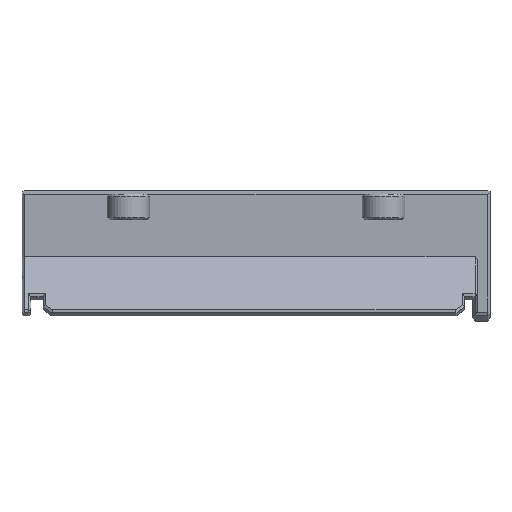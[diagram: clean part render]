
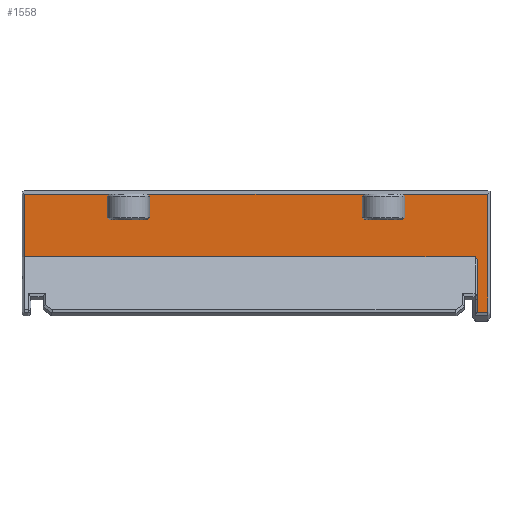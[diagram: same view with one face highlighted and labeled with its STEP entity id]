
A CAD part, top view. The second image highlights one B-rep face of the part: STEP entity #1558.
In plain terms, the highlighted planar face has unit normal (0, 0, 1).
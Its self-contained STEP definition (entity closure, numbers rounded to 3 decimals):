
#98=PLANE('',#1687);
#193=FACE_OUTER_BOUND('',#292,.T.);
#292=EDGE_LOOP('',(#1390,#1391,#1392,#1393,#1394,#1395,#1396,#1397,#1398,
#1399,#1400,#1401,#1402,#1403,#1404,#1405,#1406,#1407,#1408,#1409,#1410,
#1411,#1412,#1413));
#316=LINE('',#2171,#508);
#321=LINE('',#2190,#513);
#324=LINE('',#2200,#516);
#328=LINE('',#2210,#520);
#332=LINE('',#2217,#524);
#334=LINE('',#2224,#526);
#336=LINE('',#2227,#528);
#339=LINE('',#2232,#531);
#340=LINE('',#2235,#532);
#344=LINE('',#2245,#536);
#346=LINE('',#2249,#538);
#350=LINE('',#2259,#542);
#352=LINE('',#2262,#544);
#355=LINE('',#2267,#547);
#369=LINE('',#2299,#561);
#374=LINE('',#2308,#566);
#381=LINE('',#2320,#573);
#393=LINE('',#2343,#585);
#394=LINE('',#2344,#586);
#395=LINE('',#2345,#587);
#398=LINE('',#2352,#590);
#453=LINE('',#2466,#645);
#493=LINE('',#2538,#685);
#494=LINE('',#2539,#686);
#508=VECTOR('',#1747,10.);
#513=VECTOR('',#1766,10.);
#516=VECTOR('',#1777,10.);
#520=VECTOR('',#1787,10.);
#524=VECTOR('',#1793,10.);
#526=VECTOR('',#1801,10.);
#528=VECTOR('',#1805,10.);
#531=VECTOR('',#1812,10.);
#532=VECTOR('',#1815,10.);
#536=VECTOR('',#1825,10.);
#538=VECTOR('',#1829,10.);
#542=VECTOR('',#1839,10.);
#544=VECTOR('',#1843,10.);
#547=VECTOR('',#1850,10.);
#561=VECTOR('',#1874,10.);
#566=VECTOR('',#1883,10.);
#573=VECTOR('',#1894,10.);
#585=VECTOR('',#1914,10.);
#586=VECTOR('',#1915,10.);
#587=VECTOR('',#1916,10.);
#590=VECTOR('',#1923,10.);
#645=VECTOR('',#2016,10.);
#685=VECTOR('',#2100,10.);
#686=VECTOR('',#2101,10.);
#711=VERTEX_POINT('',#2130);
#713=VERTEX_POINT('',#2134);
#718=VERTEX_POINT('',#2149);
#720=VERTEX_POINT('',#2153);
#724=VERTEX_POINT('',#2167);
#726=VERTEX_POINT('',#2170);
#731=VERTEX_POINT('',#2186);
#733=VERTEX_POINT('',#2189);
#736=VERTEX_POINT('',#2199);
#739=VERTEX_POINT('',#2209);
#741=VERTEX_POINT('',#2215);
#743=VERTEX_POINT('',#2223);
#744=VERTEX_POINT('',#2234);
#747=VERTEX_POINT('',#2244);
#748=VERTEX_POINT('',#2248);
#751=VERTEX_POINT('',#2258);
#760=VERTEX_POINT('',#2289);
#764=VERTEX_POINT('',#2298);
#766=VERTEX_POINT('',#2306);
#767=VERTEX_POINT('',#2314);
#776=VERTEX_POINT('',#2341);
#778=VERTEX_POINT('',#2351);
#817=VERTEX_POINT('',#2464);
#818=VERTEX_POINT('',#2465);
#851=EDGE_CURVE('',#726,#724,#316,.T.);
#860=EDGE_CURVE('',#733,#731,#321,.T.);
#865=EDGE_CURVE('',#726,#736,#324,.F.);
#870=EDGE_CURVE('',#739,#724,#328,.F.);
#874=EDGE_CURVE('',#739,#741,#332,.T.);
#877=EDGE_CURVE('',#743,#736,#334,.T.);
#879=EDGE_CURVE('',#743,#720,#336,.F.);
#882=EDGE_CURVE('',#718,#741,#339,.F.);
#883=EDGE_CURVE('',#744,#713,#340,.F.);
#888=EDGE_CURVE('',#711,#747,#344,.F.);
#890=EDGE_CURVE('',#733,#748,#346,.F.);
#895=EDGE_CURVE('',#751,#731,#350,.F.);
#897=EDGE_CURVE('',#751,#747,#352,.T.);
#900=EDGE_CURVE('',#744,#748,#355,.T.);
#914=EDGE_CURVE('',#760,#764,#369,.T.);
#919=EDGE_CURVE('',#766,#760,#374,.T.);
#926=EDGE_CURVE('',#764,#767,#381,.T.);
#938=EDGE_CURVE('',#776,#718,#393,.T.);
#939=EDGE_CURVE('',#720,#711,#394,.T.);
#940=EDGE_CURVE('',#713,#766,#395,.T.);
#943=EDGE_CURVE('',#778,#776,#398,.T.);
#998=EDGE_CURVE('',#817,#818,#453,.F.);
#1038=EDGE_CURVE('',#778,#818,#493,.T.);
#1039=EDGE_CURVE('',#817,#767,#494,.T.);
#1390=ORIENTED_EDGE('',*,*,#919,.F.);
#1391=ORIENTED_EDGE('',*,*,#940,.F.);
#1392=ORIENTED_EDGE('',*,*,#883,.F.);
#1393=ORIENTED_EDGE('',*,*,#900,.T.);
#1394=ORIENTED_EDGE('',*,*,#890,.F.);
#1395=ORIENTED_EDGE('',*,*,#860,.T.);
#1396=ORIENTED_EDGE('',*,*,#895,.F.);
#1397=ORIENTED_EDGE('',*,*,#897,.T.);
#1398=ORIENTED_EDGE('',*,*,#888,.F.);
#1399=ORIENTED_EDGE('',*,*,#939,.F.);
#1400=ORIENTED_EDGE('',*,*,#879,.F.);
#1401=ORIENTED_EDGE('',*,*,#877,.T.);
#1402=ORIENTED_EDGE('',*,*,#865,.F.);
#1403=ORIENTED_EDGE('',*,*,#851,.T.);
#1404=ORIENTED_EDGE('',*,*,#870,.F.);
#1405=ORIENTED_EDGE('',*,*,#874,.T.);
#1406=ORIENTED_EDGE('',*,*,#882,.F.);
#1407=ORIENTED_EDGE('',*,*,#938,.F.);
#1408=ORIENTED_EDGE('',*,*,#943,.F.);
#1409=ORIENTED_EDGE('',*,*,#1038,.T.);
#1410=ORIENTED_EDGE('',*,*,#998,.F.);
#1411=ORIENTED_EDGE('',*,*,#1039,.T.);
#1412=ORIENTED_EDGE('',*,*,#926,.F.);
#1413=ORIENTED_EDGE('',*,*,#914,.F.);
#1558=ADVANCED_FACE('',(#193),#98,.T.);
#1687=AXIS2_PLACEMENT_3D('',#2537,#2098,#2099);
#1747=DIRECTION('',(-1.,0.,0.));
#1766=DIRECTION('',(-1.,0.,0.));
#1777=DIRECTION('',(-0.707,-0.707,0.));
#1787=DIRECTION('',(-0.707,0.707,0.));
#1793=DIRECTION('',(0.,1.,0.));
#1801=DIRECTION('',(0.,-1.,0.));
#1805=DIRECTION('',(0.707,-0.707,0.));
#1812=DIRECTION('',(0.707,0.707,0.));
#1815=DIRECTION('',(0.707,-0.707,0.));
#1825=DIRECTION('',(0.707,0.707,0.));
#1829=DIRECTION('',(-0.707,-0.707,0.));
#1839=DIRECTION('',(-0.707,0.707,0.));
#1843=DIRECTION('',(0.,1.,0.));
#1850=DIRECTION('',(0.,-1.,0.));
#1874=DIRECTION('',(-1.,0.,0.));
#1883=DIRECTION('',(0.,-1.,0.));
#1894=DIRECTION('',(0.577,0.816,0.));
#1914=DIRECTION('',(1.,0.,0.));
#1915=DIRECTION('',(1.,0.,0.));
#1916=DIRECTION('',(1.,0.,0.));
#1923=DIRECTION('',(0.,1.,0.));
#2016=DIRECTION('',(0.577,-0.816,0.));
#2098=DIRECTION('center_axis',(0.,0.,1.));
#2099=DIRECTION('ref_axis',(0.,-1.,0.));
#2100=DIRECTION('',(1.,0.,0.));
#2101=DIRECTION('',(0.,-1.,0.));
#2130=CARTESIAN_POINT('',(80.5,28.2,2.));
#2134=CARTESIAN_POINT('',(89.5,28.2,2.));
#2149=CARTESIAN_POINT('',(20.5,28.2,2.));
#2153=CARTESIAN_POINT('',(29.5,28.2,2.));
#2167=CARTESIAN_POINT('',(20.5,22.2,2.));
#2170=CARTESIAN_POINT('',(29.5,22.2,2.));
#2171=CARTESIAN_POINT('',(55.,22.2,2.));
#2186=CARTESIAN_POINT('',(80.5,22.2,2.));
#2189=CARTESIAN_POINT('',(89.5,22.2,2.));
#2190=CARTESIAN_POINT('',(55.,22.2,2.));
#2199=CARTESIAN_POINT('',(30.,22.7,2.));
#2200=CARTESIAN_POINT('',(23.75,16.45,2.));
#2209=CARTESIAN_POINT('',(20.,22.7,2.));
#2210=CARTESIAN_POINT('',(13.75,28.95,2.));
#2215=CARTESIAN_POINT('',(20.,27.7,2.));
#2217=CARTESIAN_POINT('',(20.,26.7,2.));
#2223=CARTESIAN_POINT('',(30.,27.7,2.));
#2224=CARTESIAN_POINT('',(30.,26.7,2.));
#2227=CARTESIAN_POINT('',(22.25,35.45,2.));
#2232=CARTESIAN_POINT('',(15.25,22.95,2.));
#2234=CARTESIAN_POINT('',(90.,27.7,2.));
#2235=CARTESIAN_POINT('',(67.25,50.45,2.));
#2244=CARTESIAN_POINT('',(80.,27.7,2.));
#2245=CARTESIAN_POINT('',(60.25,7.95,2.));
#2248=CARTESIAN_POINT('',(90.,22.7,2.));
#2249=CARTESIAN_POINT('',(68.75,1.45,2.));
#2258=CARTESIAN_POINT('',(80.,22.7,2.));
#2259=CARTESIAN_POINT('',(58.75,43.95,2.));
#2262=CARTESIAN_POINT('',(80.,26.7,2.));
#2267=CARTESIAN_POINT('',(90.,26.7,2.));
#2289=CARTESIAN_POINT('',(109.5,0.5,2.));
#2298=CARTESIAN_POINT('',(106.854,0.5,2.));
#2299=CARTESIAN_POINT('',(55.,0.5,2.));
#2306=CARTESIAN_POINT('',(109.5,28.2,2.));
#2308=CARTESIAN_POINT('',(109.5,21.357,2.));
#2314=CARTESIAN_POINT('',(107.,0.707,2.));
#2320=CARTESIAN_POINT('',(95.939,-14.935,2.));
#2341=CARTESIAN_POINT('',(0.5,28.2,2.));
#2343=CARTESIAN_POINT('',(0.,28.2,2.));
#2344=CARTESIAN_POINT('',(0.,28.2,2.));
#2345=CARTESIAN_POINT('',(0.,28.2,2.));
#2351=CARTESIAN_POINT('',(0.5,13.5,2.));
#2352=CARTESIAN_POINT('',(0.5,21.357,2.));
#2464=CARTESIAN_POINT('',(107.,12.793,2.));
#2465=CARTESIAN_POINT('',(106.5,13.5,2.));
#2466=CARTESIAN_POINT('',(86.11,42.336,2.));
#2537=CARTESIAN_POINT('Origin',(0.,28.2,2.));
#2538=CARTESIAN_POINT('',(0.,13.5,2.));
#2539=CARTESIAN_POINT('',(107.,20.85,2.));
